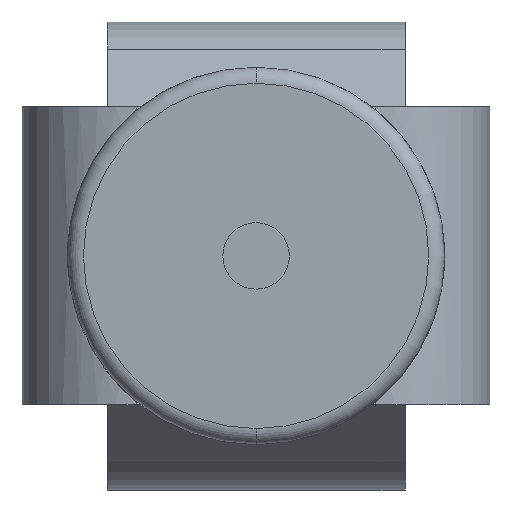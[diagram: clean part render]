
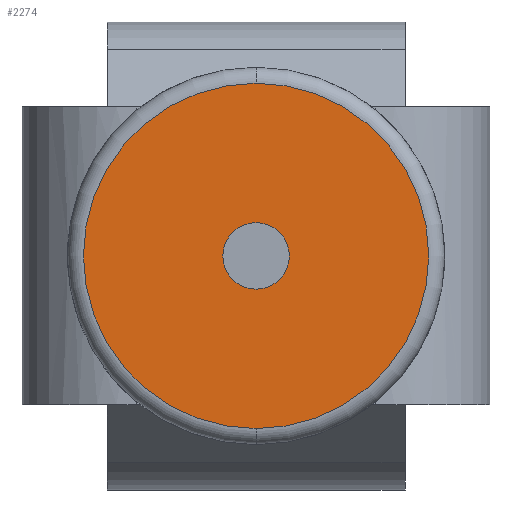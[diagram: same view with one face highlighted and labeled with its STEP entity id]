
A CAD part, front view. The second image highlights one B-rep face of the part: STEP entity #2274.
In plain terms, the highlighted planar face has unit normal (0, -1, 0).
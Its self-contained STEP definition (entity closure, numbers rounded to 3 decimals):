
#308 = VERTEX_POINT ( 'NONE', #2508 ) ;
#435 = PLANE ( 'NONE',  #745 ) ;
#437 = CARTESIAN_POINT ( 'NONE',  ( -22.433, -15.15, 1.587 ) ) ;
#468 = FACE_BOUND ( 'NONE', #3419, .T. ) ;
#517 = EDGE_CURVE ( 'NONE', #1685, #308, #618, .T. ) ;
#608 = AXIS2_PLACEMENT_3D ( 'NONE', #2396, #1866, #3603 ) ;
#618 = CIRCLE ( 'NONE', #3338, 8.242 ) ;
#702 = VERTEX_POINT ( 'NONE', #437 ) ;
#745 = AXIS2_PLACEMENT_3D ( 'NONE', #756, #1322, #3340 ) ;
#748 = AXIS2_PLACEMENT_3D ( 'NONE', #1684, #1708, #1726 ) ;
#756 = CARTESIAN_POINT ( 'NONE',  ( -22.433, -15.15, 0. ) ) ;
#798 = DIRECTION ( 'NONE',  ( 0., -1., 0. ) ) ;
#1031 = VERTEX_POINT ( 'NONE', #2575 ) ;
#1034 = CARTESIAN_POINT ( 'NONE',  ( -22.433, -15.15, 0. ) ) ;
#1109 = ORIENTED_EDGE ( 'NONE', *, *, #1200, .F. ) ;
#1179 = AXIS2_PLACEMENT_3D ( 'NONE', #1034, #1251, #1260 ) ;
#1200 = EDGE_CURVE ( 'NONE', #702, #1031, #2324, .T. ) ;
#1251 = DIRECTION ( 'NONE',  ( 0., -1., 0. ) ) ;
#1260 = DIRECTION ( 'NONE',  ( 0., 0., 1. ) ) ;
#1322 = DIRECTION ( 'NONE',  ( 0., 1., 0. ) ) ;
#1437 = ORIENTED_EDGE ( 'NONE', *, *, #2002, .T. ) ;
#1503 = ORIENTED_EDGE ( 'NONE', *, *, #517, .T. ) ;
#1684 = CARTESIAN_POINT ( 'NONE',  ( -22.433, -15.15, 0. ) ) ;
#1685 = VERTEX_POINT ( 'NONE', #2747 ) ;
#1708 = DIRECTION ( 'NONE',  ( 0., -1., 0. ) ) ;
#1726 = DIRECTION ( 'NONE',  ( 0., 0., 1. ) ) ;
#1866 = DIRECTION ( 'NONE',  ( 0., -1., 0. ) ) ;
#1936 = EDGE_CURVE ( 'NONE', #1031, #702, #3661, .T. ) ;
#1951 = CIRCLE ( 'NONE', #1179, 8.242 ) ;
#2002 = EDGE_CURVE ( 'NONE', #308, #1685, #1951, .T. ) ;
#2274 = ADVANCED_FACE ( 'NONE', ( #2758, #468 ), #435, .F. ) ;
#2324 = CIRCLE ( 'NONE', #748, 1.588 ) ;
#2396 = CARTESIAN_POINT ( 'NONE',  ( -22.433, -15.15, 0. ) ) ;
#2508 = CARTESIAN_POINT ( 'NONE',  ( -22.433, -15.15, 8.242 ) ) ;
#2509 = ORIENTED_EDGE ( 'NONE', *, *, #1936, .F. ) ;
#2545 = DIRECTION ( 'NONE',  ( 0., 0., 1. ) ) ;
#2575 = CARTESIAN_POINT ( 'NONE',  ( -22.433, -15.15, -1.588 ) ) ;
#2747 = CARTESIAN_POINT ( 'NONE',  ( -22.433, -15.15, -8.242 ) ) ;
#2758 = FACE_OUTER_BOUND ( 'NONE', #3646, .T. ) ;
#3338 = AXIS2_PLACEMENT_3D ( 'NONE', #3692, #798, #2545 ) ;
#3340 = DIRECTION ( 'NONE',  ( 0., 0., 1. ) ) ;
#3419 = EDGE_LOOP ( 'NONE', ( #2509, #1109 ) ) ;
#3603 = DIRECTION ( 'NONE',  ( 0., 0., 1. ) ) ;
#3646 = EDGE_LOOP ( 'NONE', ( #1437, #1503 ) ) ;
#3661 = CIRCLE ( 'NONE', #608, 1.588 ) ;
#3692 = CARTESIAN_POINT ( 'NONE',  ( -22.433, -15.15, 0. ) ) ;
